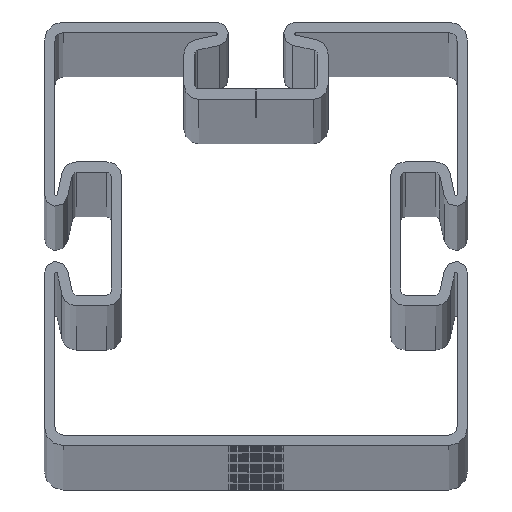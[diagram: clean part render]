
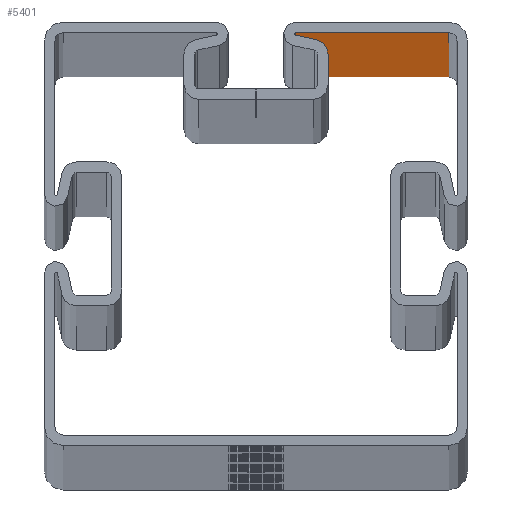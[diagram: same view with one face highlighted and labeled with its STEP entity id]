
A CAD part, top view. The second image highlights one B-rep face of the part: STEP entity #5401.
In plain terms, the highlighted planar face has unit normal (0, -1, 0).
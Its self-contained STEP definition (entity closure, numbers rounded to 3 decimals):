
#642=FACE_OUTER_BOUND($,#894,.T.);
#894=EDGE_LOOP($,(#4120,#4121,#4122,#4123));
#1063=LINE($,#7531,#1571);
#1445=LINE($,#8707,#1953);
#1446=LINE($,#8710,#1954);
#1447=LINE($,#8711,#1955);
#1571=VECTOR($,#6009,36.2);
#1953=VECTOR($,#7151,6000.);
#1954=VECTOR($,#7154,36.2);
#1955=VECTOR($,#7155,6000.);
#2081=VERTEX_POINT($,#7528);
#2082=VERTEX_POINT($,#7530);
#2496=VERTEX_POINT($,#8705);
#2497=VERTEX_POINT($,#8709);
#2586=EDGE_CURVE($,#2081,#2082,#1063,.T.);
#3175=EDGE_CURVE($,#2496,#2081,#1445,.T.);
#3176=EDGE_CURVE($,#2497,#2496,#1446,.T.);
#3177=EDGE_CURVE($,#2497,#2082,#1447,.T.);
#4120=ORIENTED_EDGE($,*,*,#2586,.F.);
#4121=ORIENTED_EDGE($,*,*,#3175,.F.);
#4122=ORIENTED_EDGE($,*,*,#3176,.F.);
#4123=ORIENTED_EDGE($,*,*,#3177,.T.);
#4930=PLANE($,#5868);
#5401=ADVANCED_FACE($,(#642),#4930,.F.);
#5868=AXIS2_PLACEMENT_3D($,#8708,#7152,#7153);
#6009=DIRECTION($,(1.,0.,0.));
#7151=DIRECTION($,(0.,0.,1.));
#7152=DIRECTION('center_axis',(0.,1.,0.));
#7153=DIRECTION('ref_axis',(0.,0.,1.));
#7154=DIRECTION($,(-1.,0.,0.));
#7155=DIRECTION($,(0.,0.,1.));
#7528=CARTESIAN_POINT('',(9.3,47.5,3000.));
#7530=CARTESIAN_POINT('',(45.5,47.5,3000.));
#7531=CARTESIAN_POINT($,(4.65,47.5,3000.));
#8705=CARTESIAN_POINT('',(9.3,47.5,-3000.));
#8707=CARTESIAN_POINT($,(9.3,47.5,0.));
#8708=CARTESIAN_POINT('Origin',(9.3,47.5,0.));
#8709=CARTESIAN_POINT('',(45.5,47.5,-3000.));
#8710=CARTESIAN_POINT($,(4.65,47.5,-3000.));
#8711=CARTESIAN_POINT($,(45.5,47.5,0.));
